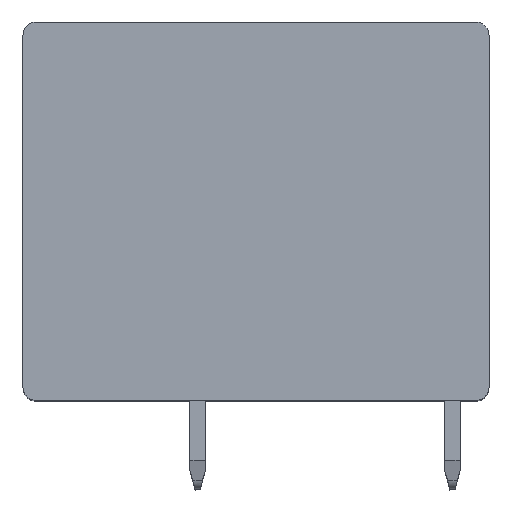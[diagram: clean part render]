
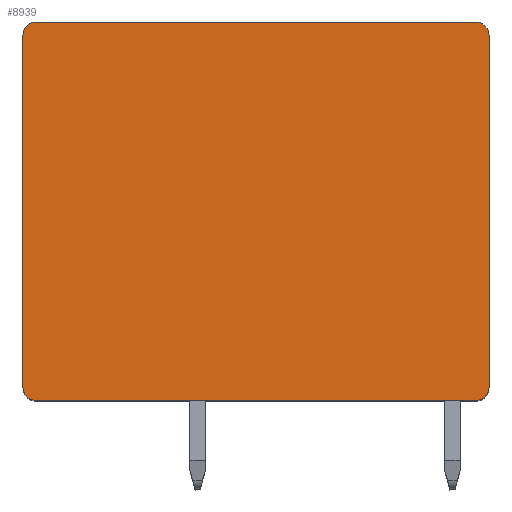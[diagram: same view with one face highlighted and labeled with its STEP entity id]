
A CAD part, top view. The second image highlights one B-rep face of the part: STEP entity #8939.
In plain terms, the highlighted planar face has unit normal (0, 0, 1).
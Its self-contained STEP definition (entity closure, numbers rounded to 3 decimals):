
#3390=CARTESIAN_POINT('',(-11.375,9.1,5.55));
#3391=DIRECTION('',(0.,0.,1.));
#3392=DIRECTION('',(0.,1.,0.));
#3393=AXIS2_PLACEMENT_3D('',#3390,#3391,#3392);
#3395=DIRECTION('',(-1.,0.,0.));
#3396=VECTOR('',#3395,22.75);
#3397=CARTESIAN_POINT('',(11.375,9.8,5.55));
#3398=LINE('',#3397,#3396);
#3399=CARTESIAN_POINT('',(11.375,9.1,5.55));
#3400=DIRECTION('',(0.,0.,1.));
#3401=DIRECTION('',(1.,0.,0.));
#3402=AXIS2_PLACEMENT_3D('',#3399,#3400,#3401);
#3404=DIRECTION('',(0.,1.,0.));
#3405=VECTOR('',#3404,18.2);
#3406=CARTESIAN_POINT('',(12.075,-9.1,5.55));
#3407=LINE('',#3406,#3405);
#3408=CARTESIAN_POINT('',(11.375,-9.1,5.55));
#3409=DIRECTION('',(0.,0.,1.));
#3410=DIRECTION('',(0.,-1.,0.));
#3411=AXIS2_PLACEMENT_3D('',#3408,#3409,#3410);
#3413=DIRECTION('',(1.,0.,0.));
#3414=VECTOR('',#3413,22.75);
#3415=CARTESIAN_POINT('',(-11.375,-9.8,5.55));
#3416=LINE('',#3415,#3414);
#3417=CARTESIAN_POINT('',(-11.375,-9.1,5.55));
#3418=DIRECTION('',(0.,0.,1.));
#3419=DIRECTION('',(-1.,0.,0.));
#3420=AXIS2_PLACEMENT_3D('',#3417,#3418,#3419);
#3422=DIRECTION('',(0.,-1.,0.));
#3423=VECTOR('',#3422,18.2);
#3424=CARTESIAN_POINT('',(-12.075,9.1,5.55));
#3425=LINE('',#3424,#3423);
#4113=CARTESIAN_POINT('',(-11.375,9.8,5.55));
#4114=CARTESIAN_POINT('',(-12.075,9.1,5.55));
#4115=VERTEX_POINT('',#4113);
#4116=VERTEX_POINT('',#4114);
#4121=CARTESIAN_POINT('',(12.075,9.1,5.55));
#4122=VERTEX_POINT('',#4121);
#4123=CARTESIAN_POINT('',(11.375,9.8,5.55));
#4124=VERTEX_POINT('',#4123);
#4129=CARTESIAN_POINT('',(11.375,-9.8,5.55));
#4130=VERTEX_POINT('',#4129);
#4131=CARTESIAN_POINT('',(12.075,-9.1,5.55));
#4132=VERTEX_POINT('',#4131);
#4137=CARTESIAN_POINT('',(-12.075,-9.1,5.55));
#4138=VERTEX_POINT('',#4137);
#4139=CARTESIAN_POINT('',(-11.375,-9.8,5.55));
#4140=VERTEX_POINT('',#4139);
#8924=CARTESIAN_POINT('',(0.,0.,5.55));
#8925=DIRECTION('',(0.,0.,1.));
#8926=DIRECTION('',(1.,0.,0.));
#8927=AXIS2_PLACEMENT_3D('',#8924,#8925,#8926);
#8928=PLANE('',#8927);
#8929=ORIENTED_EDGE('',*,*,#4916,.F.);
#8930=ORIENTED_EDGE('',*,*,#4978,.F.);
#8931=ORIENTED_EDGE('',*,*,#5151,.F.);
#8932=ORIENTED_EDGE('',*,*,#5166,.F.);
#8933=ORIENTED_EDGE('',*,*,#5179,.F.);
#8934=ORIENTED_EDGE('',*,*,#5194,.F.);
#8935=ORIENTED_EDGE('',*,*,#6375,.F.);
#8936=ORIENTED_EDGE('',*,*,#6387,.F.);
#8937=EDGE_LOOP('',(#8929,#8930,#8931,#8932,#8933,#8934,#8935,#8936));
#8938=FACE_OUTER_BOUND('',#8937,.F.);
#3394=CIRCLE('',#3393,0.7);
#3403=CIRCLE('',#3402,0.7);
#3412=CIRCLE('',#3411,0.7);
#3421=CIRCLE('',#3420,0.7);
#4916=EDGE_CURVE('',#4115,#4116,#3394,.T.);
#4978=EDGE_CURVE('',#4124,#4115,#3398,.T.);
#5151=EDGE_CURVE('',#4122,#4124,#3403,.T.);
#5166=EDGE_CURVE('',#4132,#4122,#3407,.T.);
#5179=EDGE_CURVE('',#4130,#4132,#3412,.T.);
#5194=EDGE_CURVE('',#4140,#4130,#3416,.T.);
#6375=EDGE_CURVE('',#4138,#4140,#3421,.T.);
#6387=EDGE_CURVE('',#4116,#4138,#3425,.T.);
#8939=ADVANCED_FACE('',(#8938),#8928,.T.);
